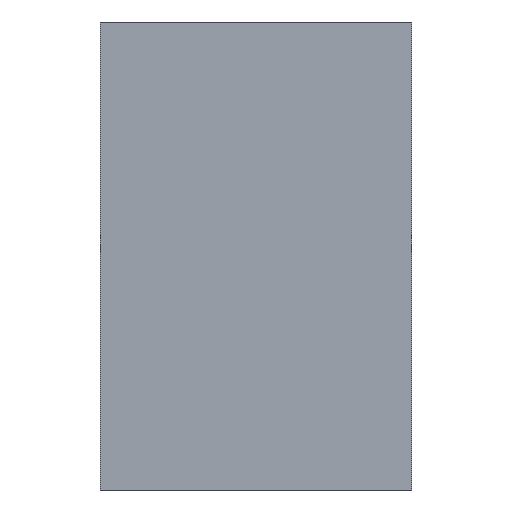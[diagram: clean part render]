
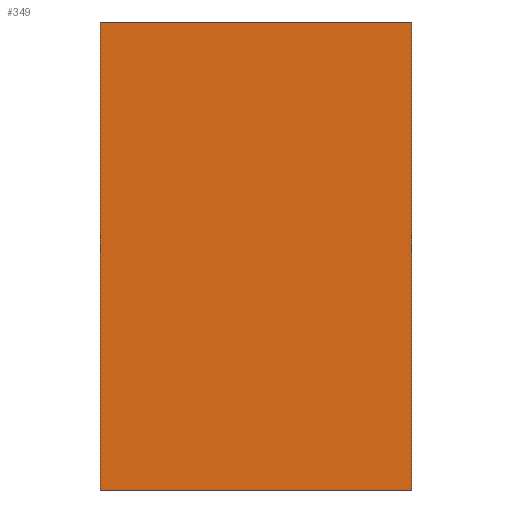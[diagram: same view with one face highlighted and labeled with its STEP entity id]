
A CAD part, front view. The second image highlights one B-rep face of the part: STEP entity #349.
In plain terms, the highlighted planar face has unit normal (0, -1, 0).
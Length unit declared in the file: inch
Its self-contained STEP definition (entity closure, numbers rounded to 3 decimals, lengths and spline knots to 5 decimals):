
#17 = DIRECTION ( 'NONE',  ( 0., 0., -1. ) ) ;
#23 = LINE ( 'NONE', #314, #47 ) ;
#40 = VECTOR ( 'NONE', #193, 39.37008 ) ;
#45 = DIRECTION ( 'NONE',  ( 0., 0., -1. ) ) ;
#47 = VECTOR ( 'NONE', #268, 39.37008 ) ;
#48 = CARTESIAN_POINT ( 'NONE',  ( 0., 0., 3. ) ) ;
#63 = ORIENTED_EDGE ( 'NONE', *, *, #167, .T. ) ;
#76 = LINE ( 'NONE', #311, #229 ) ;
#91 = VERTEX_POINT ( 'NONE', #48 ) ;
#98 = ORIENTED_EDGE ( 'NONE', *, *, #138, .T. ) ;
#119 = AXIS2_PLACEMENT_3D ( 'NONE', #235, #342, #261 ) ;
#124 = VERTEX_POINT ( 'NONE', #157 ) ;
#129 = LINE ( 'NONE', #253, #40 ) ;
#135 = PLANE ( 'NONE',  #119 ) ;
#138 = EDGE_CURVE ( 'NONE', #91, #173, #250, .T. ) ;
#157 = CARTESIAN_POINT ( 'NONE',  ( 2., 0., 0. ) ) ;
#162 = ORIENTED_EDGE ( 'NONE', *, *, #190, .F. ) ;
#167 = EDGE_CURVE ( 'NONE', #173, #124, #129, .T. ) ;
#173 = VERTEX_POINT ( 'NONE', #284 ) ;
#182 = VECTOR ( 'NONE', #17, 39.37008 ) ;
#188 = CARTESIAN_POINT ( 'NONE',  ( 0., 0., 3. ) ) ;
#190 = EDGE_CURVE ( 'NONE', #330, #124, #76, .T. ) ;
#193 = DIRECTION ( 'NONE',  ( 1., 0., 0. ) ) ;
#227 = EDGE_LOOP ( 'NONE', ( #63, #162, #251, #98 ) ) ;
#229 = VECTOR ( 'NONE', #45, 39.37008 ) ;
#235 = CARTESIAN_POINT ( 'NONE',  ( 0., 0., 3. ) ) ;
#250 = LINE ( 'NONE', #188, #182 ) ;
#251 = ORIENTED_EDGE ( 'NONE', *, *, #279, .F. ) ;
#253 = CARTESIAN_POINT ( 'NONE',  ( 0., 0., 0. ) ) ;
#261 = DIRECTION ( 'NONE',  ( 0., 0., 1. ) ) ;
#268 = DIRECTION ( 'NONE',  ( 1., 0., 0. ) ) ;
#279 = EDGE_CURVE ( 'NONE', #91, #330, #23, .T. ) ;
#284 = CARTESIAN_POINT ( 'NONE',  ( 0., 0., 0. ) ) ;
#289 = FACE_OUTER_BOUND ( 'NONE', #227, .T. ) ;
#311 = CARTESIAN_POINT ( 'NONE',  ( 2., 0., 3. ) ) ;
#314 = CARTESIAN_POINT ( 'NONE',  ( 0., 0., 3. ) ) ;
#330 = VERTEX_POINT ( 'NONE', #340 ) ;
#340 = CARTESIAN_POINT ( 'NONE',  ( 2., 0., 3. ) ) ;
#342 = DIRECTION ( 'NONE',  ( 0., 1., 0. ) ) ;
#349 = ADVANCED_FACE ( 'z_length', ( #289 ), #135, .F. ) ;
